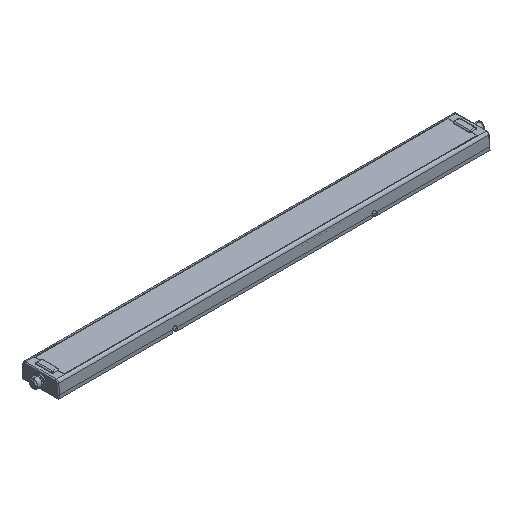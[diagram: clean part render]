
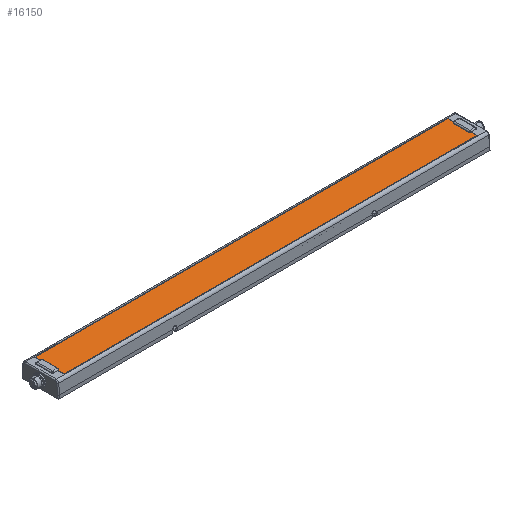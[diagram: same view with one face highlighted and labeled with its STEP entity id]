
A CAD part, isometric view. The second image highlights one B-rep face of the part: STEP entity #16150.
In plain terms, the highlighted planar face has unit normal (0, 0, 1).
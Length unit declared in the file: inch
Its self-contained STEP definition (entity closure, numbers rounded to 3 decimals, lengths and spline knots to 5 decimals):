
#174 = ORIENTED_EDGE ( 'NONE', *, *, #18530, .F. ) ;
#444 = EDGE_CURVE ( 'NONE', #19481, #3754, #1124, .T. ) ;
#1057 = LINE ( 'NONE', #12618, #17259 ) ;
#1124 = LINE ( 'NONE', #11707, #17795 ) ;
#1669 = VECTOR ( 'NONE', #13752, 39.37008 ) ;
#1917 = EDGE_CURVE ( 'NONE', #12593, #8780, #10317, .T. ) ;
#1933 = CARTESIAN_POINT ( 'NONE',  ( 12.157, -0.44895, 0.90551 ) ) ;
#2097 = DIRECTION ( 'NONE',  ( -1., 0., 0. ) ) ;
#2104 = LINE ( 'NONE', #7249, #12254 ) ;
#2331 = CIRCLE ( 'NONE', #2668, 0.05906 ) ;
#2339 = LINE ( 'NONE', #14712, #20048 ) ;
#2415 = CARTESIAN_POINT ( 'NONE',  ( 12.22047, -0.50801, 0.90551 ) ) ;
#2440 = VERTEX_POINT ( 'NONE', #18451 ) ;
#2578 = CIRCLE ( 'NONE', #6251, 0.05906 ) ;
#2668 = AXIS2_PLACEMENT_3D ( 'NONE', #10076, #14891, #2097 ) ;
#3067 = DIRECTION ( 'NONE',  ( 0., 0., -1. ) ) ;
#3079 = DIRECTION ( 'NONE',  ( 0., 1., 0. ) ) ;
#3498 = CARTESIAN_POINT ( 'NONE',  ( 12.21606, -0.44895, 0.90551 ) ) ;
#3557 = LINE ( 'NONE', #11498, #14714 ) ;
#3562 = EDGE_CURVE ( 'NONE', #5399, #15336, #7306, .T. ) ;
#3585 = AXIS2_PLACEMENT_3D ( 'NONE', #14161, #17435, #6133 ) ;
#3754 = VERTEX_POINT ( 'NONE', #16810 ) ;
#3984 = CARTESIAN_POINT ( 'NONE',  ( -12.157, 0.8563, 0.90551 ) ) ;
#4260 = ORIENTED_EDGE ( 'NONE', *, *, #18347, .T. ) ;
#4616 = CIRCLE ( 'NONE', #13867, 0.05906 ) ;
#4810 = VERTEX_POINT ( 'NONE', #8004 ) ;
#4865 = AXIS2_PLACEMENT_3D ( 'NONE', #20148, #16835, #10475 ) ;
#5020 = DIRECTION ( 'NONE',  ( 0., -1., 0. ) ) ;
#5125 = DIRECTION ( 'NONE',  ( 0., -1., 0. ) ) ;
#5398 = CARTESIAN_POINT ( 'NONE',  ( -12.22047, -0.8563, 0.90551 ) ) ;
#5399 = VERTEX_POINT ( 'NONE', #1933 ) ;
#5822 = CARTESIAN_POINT ( 'NONE',  ( 12.22047, -0.8563, 0.90551 ) ) ;
#5916 = EDGE_CURVE ( 'NONE', #4810, #15652, #2339, .T. ) ;
#6122 = DIRECTION ( 'NONE',  ( 0., 1., 0. ) ) ;
#6133 = DIRECTION ( 'NONE',  ( 1., 0., 0. ) ) ;
#6251 = AXIS2_PLACEMENT_3D ( 'NONE', #3498, #13207, #5125 ) ;
#6396 = CARTESIAN_POINT ( 'NONE',  ( 12.157, 0.8563, 0.90551 ) ) ;
#6492 = VERTEX_POINT ( 'NONE', #17894 ) ;
#7249 = CARTESIAN_POINT ( 'NONE',  ( 12.24079, 0.50801, 0.90551 ) ) ;
#7306 = LINE ( 'NONE', #6396, #16414 ) ;
#7516 = CARTESIAN_POINT ( 'NONE',  ( -12.157, -0.44895, 0.90551 ) ) ;
#7627 = LINE ( 'NONE', #8885, #11426 ) ;
#7722 = VECTOR ( 'NONE', #15989, 39.37008 ) ;
#7905 = ORIENTED_EDGE ( 'NONE', *, *, #15891, .T. ) ;
#8004 = CARTESIAN_POINT ( 'NONE',  ( -12.22047, 0.8563, 0.90551 ) ) ;
#8007 = EDGE_LOOP ( 'NONE', ( #15126, #15139, #19883, #174, #10848, #12588, #19226, #8826, #4260, #19045, #14377, #15204, #20548, #19434, #7905, #17624 ) ) ;
#8089 = EDGE_CURVE ( 'NONE', #2440, #12593, #4616, .T. ) ;
#8294 = VERTEX_POINT ( 'NONE', #5398 ) ;
#8677 = DIRECTION ( 'NONE',  ( -1., 0., 0. ) ) ;
#8780 = VERTEX_POINT ( 'NONE', #7516 ) ;
#8826 = ORIENTED_EDGE ( 'NONE', *, *, #444, .F. ) ;
#8839 = LINE ( 'NONE', #9668, #19948 ) ;
#8885 = CARTESIAN_POINT ( 'NONE',  ( -12.22047, 0.50801, 0.90551 ) ) ;
#8923 = VECTOR ( 'NONE', #12264, 39.37008 ) ;
#9155 = CARTESIAN_POINT ( 'NONE',  ( 12.22047, -0.8563, 0.90551 ) ) ;
#9200 = LINE ( 'NONE', #18968, #8923 ) ;
#9426 = EDGE_CURVE ( 'NONE', #8294, #15366, #20469, .T. ) ;
#9668 = CARTESIAN_POINT ( 'NONE',  ( 12.22047, 0.8563, 0.90551 ) ) ;
#10076 = CARTESIAN_POINT ( 'NONE',  ( 12.21606, 0.44895, 0.90551 ) ) ;
#10317 = LINE ( 'NONE', #3984, #1669 ) ;
#10475 = DIRECTION ( 'NONE',  ( 0., -1., 0. ) ) ;
#10848 = ORIENTED_EDGE ( 'NONE', *, *, #8089, .T. ) ;
#11209 = VERTEX_POINT ( 'NONE', #18773 ) ;
#11426 = VECTOR ( 'NONE', #20246, 39.37008 ) ;
#11498 = CARTESIAN_POINT ( 'NONE',  ( -12.22047, 0.8563, 0.90551 ) ) ;
#11707 = CARTESIAN_POINT ( 'NONE',  ( -12.24079, -0.50801, 0.90551 ) ) ;
#12147 = EDGE_CURVE ( 'NONE', #11209, #6492, #2104, .T. ) ;
#12184 = CARTESIAN_POINT ( 'NONE',  ( 12.22047, 0.8563, 0.90551 ) ) ;
#12251 = DIRECTION ( 'NONE',  ( 1., 0., 0. ) ) ;
#12254 = VECTOR ( 'NONE', #8677, 39.37008 ) ;
#12264 = DIRECTION ( 'NONE',  ( -1., 0., 0. ) ) ;
#12335 = CARTESIAN_POINT ( 'NONE',  ( -12.157, 0.44895, 0.90551 ) ) ;
#12471 = EDGE_CURVE ( 'NONE', #8780, #3754, #13731, .T. ) ;
#12588 = ORIENTED_EDGE ( 'NONE', *, *, #1917, .T. ) ;
#12593 = VERTEX_POINT ( 'NONE', #12335 ) ;
#12607 = VERTEX_POINT ( 'NONE', #2415 ) ;
#12618 = CARTESIAN_POINT ( 'NONE',  ( 12.22047, 0.8563, 0.90551 ) ) ;
#12705 = EDGE_CURVE ( 'NONE', #20951, #4810, #9200, .T. ) ;
#12767 = CARTESIAN_POINT ( 'NONE',  ( -12.21606, 0.44895, 0.90551 ) ) ;
#13050 = EDGE_CURVE ( 'NONE', #13508, #5399, #2578, .T. ) ;
#13207 = DIRECTION ( 'NONE',  ( 0., 0., -1. ) ) ;
#13508 = VERTEX_POINT ( 'NONE', #17180 ) ;
#13570 = CARTESIAN_POINT ( 'NONE',  ( -12.22047, -0.50801, 0.90551 ) ) ;
#13610 = EDGE_CURVE ( 'NONE', #11209, #20951, #8839, .T. ) ;
#13731 = CIRCLE ( 'NONE', #4865, 0.05906 ) ;
#13752 = DIRECTION ( 'NONE',  ( 0., -1., 0. ) ) ;
#13867 = AXIS2_PLACEMENT_3D ( 'NONE', #12767, #3067, #15819 ) ;
#14161 = CARTESIAN_POINT ( 'NONE',  ( 12.22047, 0.8563, 0.90551 ) ) ;
#14377 = ORIENTED_EDGE ( 'NONE', *, *, #18790, .T. ) ;
#14712 = CARTESIAN_POINT ( 'NONE',  ( -12.22047, 0.8563, 0.90551 ) ) ;
#14714 = VECTOR ( 'NONE', #16216, 39.37008 ) ;
#14891 = DIRECTION ( 'NONE',  ( 0., 0., -1. ) ) ;
#14959 = FACE_OUTER_BOUND ( 'NONE', #8007, .T. ) ;
#15126 = ORIENTED_EDGE ( 'NONE', *, *, #13610, .T. ) ;
#15139 = ORIENTED_EDGE ( 'NONE', *, *, #12705, .T. ) ;
#15150 = VECTOR ( 'NONE', #12251, 39.37008 ) ;
#15204 = ORIENTED_EDGE ( 'NONE', *, *, #17530, .F. ) ;
#15336 = VERTEX_POINT ( 'NONE', #17056 ) ;
#15366 = VERTEX_POINT ( 'NONE', #9155 ) ;
#15652 = VERTEX_POINT ( 'NONE', #17458 ) ;
#15819 = DIRECTION ( 'NONE',  ( 0., 1., 0. ) ) ;
#15891 = EDGE_CURVE ( 'NONE', #15336, #6492, #2331, .T. ) ;
#15989 = DIRECTION ( 'NONE',  ( 1., 0., 0. ) ) ;
#16150 = ADVANCED_FACE ( 'NONE', ( #14959 ), #18798, .T. ) ;
#16216 = DIRECTION ( 'NONE',  ( 0., -1., 0. ) ) ;
#16414 = VECTOR ( 'NONE', #17704, 39.37008 ) ;
#16810 = CARTESIAN_POINT ( 'NONE',  ( -12.21606, -0.50801, 0.90551 ) ) ;
#16835 = DIRECTION ( 'NONE',  ( 0., 0., -1. ) ) ;
#17056 = CARTESIAN_POINT ( 'NONE',  ( 12.157, 0.44895, 0.90551 ) ) ;
#17180 = CARTESIAN_POINT ( 'NONE',  ( 12.21606, -0.50801, 0.90551 ) ) ;
#17259 = VECTOR ( 'NONE', #6122, 39.37008 ) ;
#17435 = DIRECTION ( 'NONE',  ( 0., 0., 1. ) ) ;
#17458 = CARTESIAN_POINT ( 'NONE',  ( -12.22047, 0.50801, 0.90551 ) ) ;
#17530 = EDGE_CURVE ( 'NONE', #13508, #12607, #17585, .T. ) ;
#17585 = LINE ( 'NONE', #20662, #7722 ) ;
#17624 = ORIENTED_EDGE ( 'NONE', *, *, #12147, .F. ) ;
#17704 = DIRECTION ( 'NONE',  ( 0., 1., 0. ) ) ;
#17795 = VECTOR ( 'NONE', #18351, 39.37008 ) ;
#17894 = CARTESIAN_POINT ( 'NONE',  ( 12.21606, 0.50801, 0.90551 ) ) ;
#18347 = EDGE_CURVE ( 'NONE', #19481, #8294, #3557, .T. ) ;
#18351 = DIRECTION ( 'NONE',  ( 1., 0., 0. ) ) ;
#18451 = CARTESIAN_POINT ( 'NONE',  ( -12.21606, 0.50801, 0.90551 ) ) ;
#18530 = EDGE_CURVE ( 'NONE', #2440, #15652, #7627, .T. ) ;
#18773 = CARTESIAN_POINT ( 'NONE',  ( 12.22047, 0.50801, 0.90551 ) ) ;
#18790 = EDGE_CURVE ( 'NONE', #15366, #12607, #1057, .T. ) ;
#18798 = PLANE ( 'NONE',  #3585 ) ;
#18968 = CARTESIAN_POINT ( 'NONE',  ( 12.22047, 0.8563, 0.90551 ) ) ;
#19045 = ORIENTED_EDGE ( 'NONE', *, *, #9426, .T. ) ;
#19226 = ORIENTED_EDGE ( 'NONE', *, *, #12471, .T. ) ;
#19434 = ORIENTED_EDGE ( 'NONE', *, *, #3562, .T. ) ;
#19481 = VERTEX_POINT ( 'NONE', #13570 ) ;
#19883 = ORIENTED_EDGE ( 'NONE', *, *, #5916, .T. ) ;
#19948 = VECTOR ( 'NONE', #3079, 39.37008 ) ;
#20048 = VECTOR ( 'NONE', #5020, 39.37008 ) ;
#20148 = CARTESIAN_POINT ( 'NONE',  ( -12.21606, -0.44895, 0.90551 ) ) ;
#20246 = DIRECTION ( 'NONE',  ( -1., 0., 0. ) ) ;
#20469 = LINE ( 'NONE', #5822, #15150 ) ;
#20548 = ORIENTED_EDGE ( 'NONE', *, *, #13050, .T. ) ;
#20662 = CARTESIAN_POINT ( 'NONE',  ( 12.22047, -0.50801, 0.90551 ) ) ;
#20951 = VERTEX_POINT ( 'NONE', #12184 ) ;
